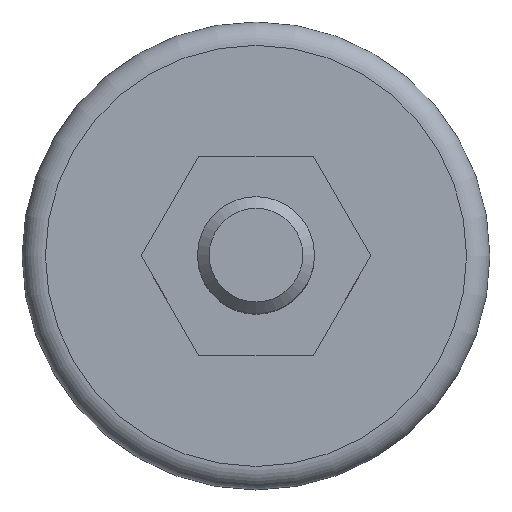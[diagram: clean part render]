
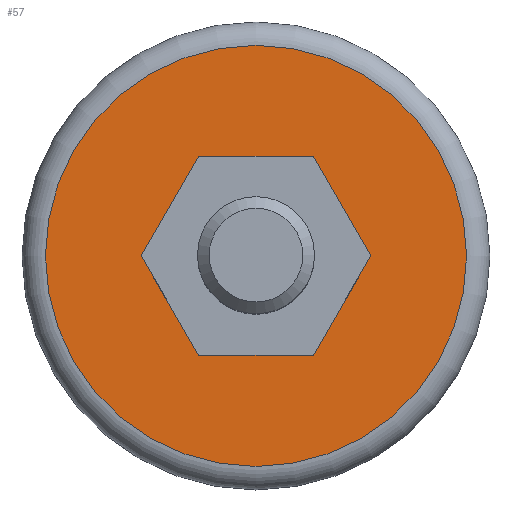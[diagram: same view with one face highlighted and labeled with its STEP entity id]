
A CAD part, top view. The second image highlights one B-rep face of the part: STEP entity #57.
In plain terms, the highlighted planar face has unit normal (0, 0, 1).
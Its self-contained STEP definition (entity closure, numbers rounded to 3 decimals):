
#57 = ADVANCED_FACE( '', ( #117, #118 ), #119, .F. );
#117 = FACE_OUTER_BOUND( '', #176, .T. );
#118 = FACE_BOUND( '', #177, .T. );
#119 = PLANE( '', #178 );
#176 = EDGE_LOOP( '', ( #264 ) );
#177 = EDGE_LOOP( '', ( #265, #266, #267, #268, #269, #270 ) );
#178 = AXIS2_PLACEMENT_3D( '', #271, #272, #273 );
#264 = ORIENTED_EDGE( '', *, *, #338, .T. );
#265 = ORIENTED_EDGE( '', *, *, #308, .F. );
#266 = ORIENTED_EDGE( '', *, *, #329, .F. );
#267 = ORIENTED_EDGE( '', *, *, #339, .F. );
#268 = ORIENTED_EDGE( '', *, *, #340, .F. );
#269 = ORIENTED_EDGE( '', *, *, #320, .F. );
#270 = ORIENTED_EDGE( '', *, *, #316, .F. );
#271 = CARTESIAN_POINT( '', ( 20., 0., 9. ) );
#272 = DIRECTION( '', ( 0., 0., -1. ) );
#273 = DIRECTION( '', ( -1., 0., 0. ) );
#308 = EDGE_CURVE( '', #348, #349, #350, .T. );
#316 = EDGE_CURVE( '', #349, #362, #363, .T. );
#320 = EDGE_CURVE( '', #362, #368, #369, .T. );
#329 = EDGE_CURVE( '', #382, #348, #383, .T. );
#338 = EDGE_CURVE( '', #395, #395, #396, .F. );
#339 = EDGE_CURVE( '', #397, #382, #398, .T. );
#340 = EDGE_CURVE( '', #368, #397, #399, .T. );
#348 = VERTEX_POINT( '', #407 );
#349 = VERTEX_POINT( '', #408 );
#350 = LINE( '', #409, #410 );
#362 = VERTEX_POINT( '', #425 );
#363 = LINE( '', #426, #427 );
#368 = VERTEX_POINT( '', #434 );
#369 = LINE( '', #435, #436 );
#382 = VERTEX_POINT( '', #454 );
#383 = LINE( '', #455, #456 );
#395 = VERTEX_POINT( '', #469 );
#396 = CIRCLE( '', #470, 18. );
#397 = VERTEX_POINT( '', #471 );
#398 = LINE( '', #472, #473 );
#399 = LINE( '', #474, #475 );
#407 = CARTESIAN_POINT( '', ( 4.907, 8.5, 9. ) );
#408 = CARTESIAN_POINT( '', ( -4.907, 8.5, 9. ) );
#409 = CARTESIAN_POINT( '', ( 4.907, 8.5, 9. ) );
#410 = VECTOR( '', #483, 1000. );
#425 = CARTESIAN_POINT( '', ( -9.815, 0., 9. ) );
#426 = CARTESIAN_POINT( '', ( -4.907, 8.5, 9. ) );
#427 = VECTOR( '', #493, 1000. );
#434 = CARTESIAN_POINT( '', ( -4.907, -8.5, 9. ) );
#435 = CARTESIAN_POINT( '', ( -9.815, 0., 9. ) );
#436 = VECTOR( '', #496, 1000. );
#454 = CARTESIAN_POINT( '', ( 9.815, 0., 9. ) );
#455 = CARTESIAN_POINT( '', ( 9.815, 0., 9. ) );
#456 = VECTOR( '', #505, 1000. );
#469 = CARTESIAN_POINT( '', ( -18., 0., 9. ) );
#470 = AXIS2_PLACEMENT_3D( '', #516, #517, #518 );
#471 = CARTESIAN_POINT( '', ( 4.907, -8.5, 9. ) );
#472 = CARTESIAN_POINT( '', ( 4.907, -8.5, 9. ) );
#473 = VECTOR( '', #519, 1000. );
#474 = CARTESIAN_POINT( '', ( -4.907, -8.5, 9. ) );
#475 = VECTOR( '', #520, 1000. );
#483 = DIRECTION( '', ( -1., 0., 0. ) );
#493 = DIRECTION( '', ( -0.5, -0.866, 0. ) );
#496 = DIRECTION( '', ( 0.5, -0.866, 0. ) );
#505 = DIRECTION( '', ( -0.5, 0.866, 0. ) );
#516 = CARTESIAN_POINT( '', ( 0., 0., 9. ) );
#517 = DIRECTION( '', ( 0., 0., -1. ) );
#518 = DIRECTION( '', ( -1., 0., 0. ) );
#519 = DIRECTION( '', ( 0.5, 0.866, 0. ) );
#520 = DIRECTION( '', ( 1., 0., 0. ) );
